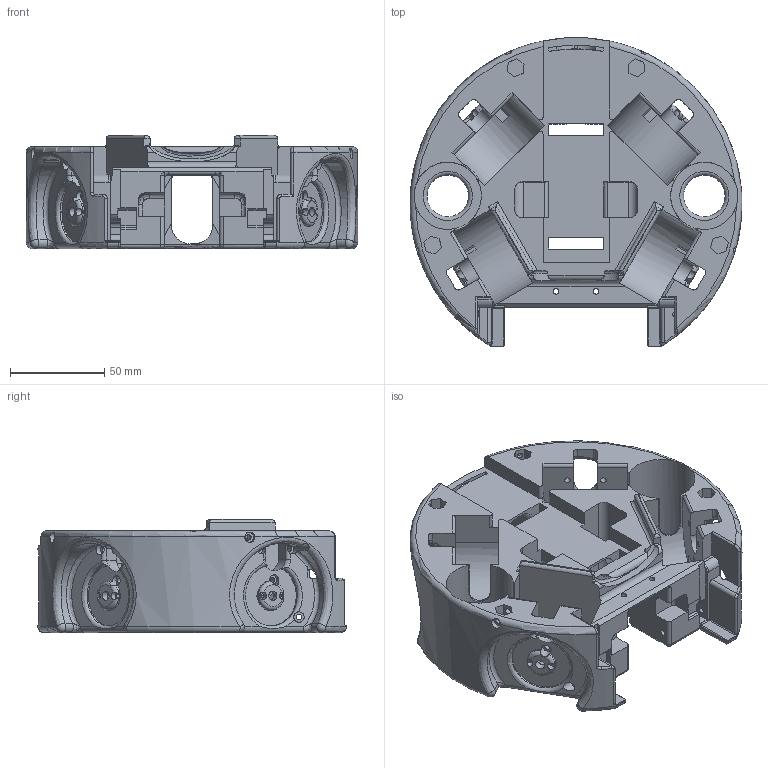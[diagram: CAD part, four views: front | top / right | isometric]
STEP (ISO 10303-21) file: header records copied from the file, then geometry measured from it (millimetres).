
FILE_DESCRIPTION(/* description */ (''),/* implementation_level */ '2;1');
FILE_NAME(/* name */ 'Base_RoboCIn_ipt_4ed43657.STEP',/* time_stamp */ '2021-11-25T15:13:25-03:00',/* author */ ('Acer'),/* organization */ (''),/* preprocessor_version */ 'ST-DEVELOPER v18.1',/* originating_system */ 'Autodesk Inventor 2020',/* authorisation */ '');
FILE_SCHEMA (('AUTOMOTIVE_DESIGN { 1 0 10303 214 3 1 1 }'));
Length unit declared in the file: millimetre
Products named in the file (1): Base_RoboCIn
Bounding box: 175.86 x 163.62 x 60 mm (x, y, z)
Volume: 525040.8 mm3; surface area: 124302 mm2
Topology: 1 solids, 1 shells, 776 faces, 2187 edges, 1412 vertices
Faces by surface type: cylinder 313, plane 311, bspline 79, torus 63, sphere 10
Full cylindrical faces by diameter (mm): 2 x8, 3 x34, 4 x8, 5 x4, 5.5 x20, 8.1 x4, 22 x2, 35.7 x2
Entity records: 34639 total; most frequent: CARTESIAN_POINT 13828, ORIENTED_EDGE 4374, DIRECTION 4105, EDGE_CURVE 2187, AXIS2_PLACEMENT_3D 1527, VERTEX_POINT 1412, LINE 1051, VECTOR 1051
